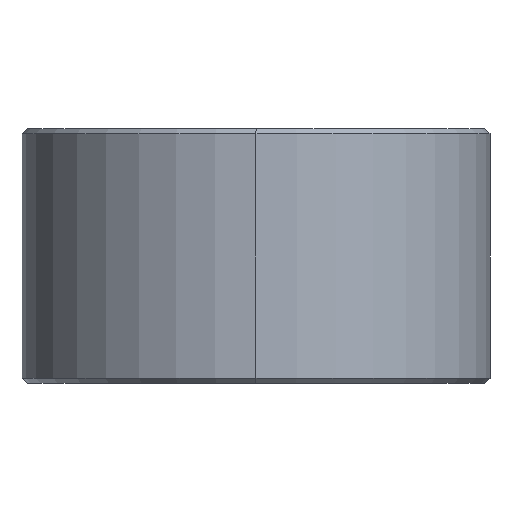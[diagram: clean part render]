
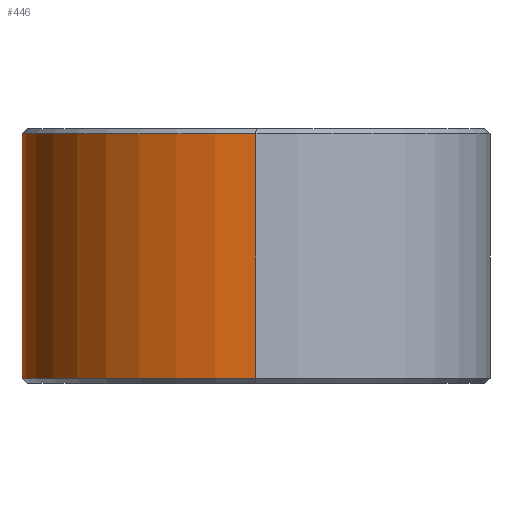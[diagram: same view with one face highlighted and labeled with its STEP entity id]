
A CAD part, left-side view. The second image highlights one B-rep face of the part: STEP entity #446.
In plain terms, the highlighted cylindrical face has radius 23 mm (diameter 46 mm), a partial arc.
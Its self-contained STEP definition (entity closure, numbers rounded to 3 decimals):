
#199 = CARTESIAN_POINT ( 'NONE',  ( 22.861, 2.532, 17.913 ) ) ;
#294 = CARTESIAN_POINT ( 'NONE',  ( 23., 0., 9.222 ) ) ;
#337 = CARTESIAN_POINT ( 'NONE',  ( 22.874, 2.404, 9.857 ) ) ;
#401 = CARTESIAN_POINT ( 'NONE',  ( 22.503, 4.753, 14.541 ) ) ;
#446 = ADVANCED_FACE ( 'NONE', ( #2857 ), #8355, .T. ) ;
#634 = DIRECTION ( 'NONE',  ( 0., 0., -1. ) ) ;
#1266 = DIRECTION ( 'NONE',  ( 0., 0., -1. ) ) ;
#1313 = DIRECTION ( 'NONE',  ( 0., 0., -1. ) ) ;
#1385 = CARTESIAN_POINT ( 'NONE',  ( 22.781, 3.167, 10.391 ) ) ;
#1524 = CARTESIAN_POINT ( 'NONE',  ( 22.583, 4.362, 15.868 ) ) ;
#1537 = CARTESIAN_POINT ( 'NONE',  ( 0., 0., 25. ) ) ;
#1599 = CARTESIAN_POINT ( 'NONE',  ( 23., 0., 25. ) ) ;
#2282 = ORIENTED_EDGE ( 'NONE', *, *, #11730, .T. ) ;
#2337 = CARTESIAN_POINT ( 'NONE',  ( 22.915, 1.98, 18.201 ) ) ;
#2415 = CARTESIAN_POINT ( 'NONE',  ( 22.521, 4.669, 12.857 ) ) ;
#2488 = CARTESIAN_POINT ( 'NONE',  ( 22.548, 4.54, 12.414 ) ) ;
#2562 = CARTESIAN_POINT ( 'NONE',  ( 22.715, 3.613, 10.818 ) ) ;
#2573 = VERTEX_POINT ( 'NONE', #294 ) ;
#2639 = CARTESIAN_POINT ( 'NONE',  ( 22.993, 0.634, 9.254 ) ) ;
#2857 = FACE_OUTER_BOUND ( 'NONE', #13762, .T. ) ;
#2977 = EDGE_CURVE ( 'NONE', #14306, #5472, #7320, .T. ) ;
#3154 = ORIENTED_EDGE ( 'NONE', *, *, #12377, .T. ) ;
#3328 = DIRECTION ( 'NONE',  ( 1., 0., 0. ) ) ;
#3507 = CARTESIAN_POINT ( 'NONE',  ( 22.495, 4.794, 14.082 ) ) ;
#3584 = CARTESIAN_POINT ( 'NONE',  ( 22.782, 3.168, 17.462 ) ) ;
#3649 = CARTESIAN_POINT ( 'NONE',  ( 22.623, 4.148, 16.277 ) ) ;
#3723 = CARTESIAN_POINT ( 'NONE',  ( 22.948, 1.549, 9.476 ) ) ;
#3725 = LINE ( 'NONE', #1599, #8563 ) ;
#4466 = AXIS2_PLACEMENT_3D ( 'NONE', #7869, #5657, #3328 ) ;
#4606 = CARTESIAN_POINT ( 'NONE',  ( 22.508, 4.73, 14.692 ) ) ;
#4676 = CARTESIAN_POINT ( 'NONE',  ( 22.595, 4.296, 16.006 ) ) ;
#4746 = CARTESIAN_POINT ( 'NONE',  ( 22.504, 4.753, 13.311 ) ) ;
#4773 = DIRECTION ( 'NONE',  ( 1., 0., 0. ) ) ;
#4812 = CARTESIAN_POINT ( 'NONE',  ( 22.548, 4.536, 15.438 ) ) ;
#4880 = CARTESIAN_POINT ( 'NONE',  ( 22.815, 2.924, 17.658 ) ) ;
#4883 = CARTESIAN_POINT ( 'NONE',  ( 23., 0., 18.622 ) ) ;
#5472 = VERTEX_POINT ( 'NONE', #12267 ) ;
#5625 = EDGE_CURVE ( 'NONE', #14306, #9082, #7859, .T. ) ;
#5657 = DIRECTION ( 'NONE',  ( 0., 0., 1. ) ) ;
#5698 = CARTESIAN_POINT ( 'NONE',  ( 22.637, 4.069, 16.407 ) ) ;
#5773 = CARTESIAN_POINT ( 'NONE',  ( 22.875, 2.396, 17.992 ) ) ;
#5839 = CARTESIAN_POINT ( 'NONE',  ( 22.86, 2.539, 9.936 ) ) ;
#5912 = CARTESIAN_POINT ( 'NONE',  ( 22.684, 3.807, 16.794 ) ) ;
#5978 = CARTESIAN_POINT ( 'NONE',  ( 22.902, 2.125, 9.711 ) ) ;
#5988 = DIRECTION ( 'NONE',  ( -1., 0., 0. ) ) ;
#6449 = AXIS2_PLACEMENT_3D ( 'NONE', #11312, #1266, #4773 ) ;
#6459 = AXIS2_PLACEMENT_3D ( 'NONE', #1537, #8136, #5988 ) ;
#6577 = VECTOR ( 'NONE', #1313, 1000. ) ;
#6775 = VECTOR ( 'NONE', #634, 1000. ) ;
#6875 = CARTESIAN_POINT ( 'NONE',  ( 22.558, 4.486, 12.268 ) ) ;
#6949 = CARTESIAN_POINT ( 'NONE',  ( 22.622, 4.158, 11.569 ) ) ;
#7019 = CARTESIAN_POINT ( 'NONE',  ( 22.814, 2.925, 10.197 ) ) ;
#7093 = CARTESIAN_POINT ( 'NONE',  ( 22.594, 4.305, 11.839 ) ) ;
#7320 = LINE ( 'NONE', #9374, #6775 ) ;
#7753 = CIRCLE ( 'NONE', #4466, 23. ) ;
#7859 = CIRCLE ( 'NONE', #6449, 23. ) ;
#7869 = CARTESIAN_POINT ( 'NONE',  ( 0., 0., 0.5 ) ) ;
#7909 = CARTESIAN_POINT ( 'NONE',  ( 22.973, 1.254, 18.496 ) ) ;
#7977 = CARTESIAN_POINT ( 'NONE',  ( 22.496, 4.786, 13.619 ) ) ;
#8050 = CARTESIAN_POINT ( 'NONE',  ( 22.529, 4.629, 15.143 ) ) ;
#8126 = CARTESIAN_POINT ( 'NONE',  ( 22.508, 4.73, 13.16 ) ) ;
#8136 = DIRECTION ( 'NONE',  ( 0., 0., -1. ) ) ;
#8191 = CARTESIAN_POINT ( 'NONE',  ( 22.966, 1.25, 9.386 ) ) ;
#8355 = CYLINDRICAL_SURFACE ( 'NONE', #6459, 23. ) ;
#8563 = VECTOR ( 'NONE', #10330, 1000. ) ;
#8618 = VERTEX_POINT ( 'NONE', #4883 ) ;
#8899 = CARTESIAN_POINT ( 'NONE',  ( 23., 0., 24.5 ) ) ;
#9082 = VERTEX_POINT ( 'NONE', #8899 ) ;
#9084 = CARTESIAN_POINT ( 'NONE',  ( 23., 0.625, 18.622 ) ) ;
#9156 = CARTESIAN_POINT ( 'NONE',  ( 22.974, 1.096, 9.347 ) ) ;
#9231 = CARTESIAN_POINT ( 'NONE',  ( 22.717, 3.607, 17.033 ) ) ;
#9295 = CARTESIAN_POINT ( 'NONE',  ( 22.529, 4.631, 12.709 ) ) ;
#9374 = CARTESIAN_POINT ( 'NONE',  ( -23., 0., 25. ) ) ;
#9733 = VERTEX_POINT ( 'NONE', #10972 ) ;
#9822 = LINE ( 'NONE', #14282, #6577 ) ;
#10084 = ORIENTED_EDGE ( 'NONE', *, *, #5625, .T. ) ;
#10180 = CARTESIAN_POINT ( 'NONE',  ( 22.521, 4.667, 14.994 ) ) ;
#10328 = CARTESIAN_POINT ( 'NONE',  ( 22.495, 4.794, 13.774 ) ) ;
#10330 = DIRECTION ( 'NONE',  ( 0., 0., -1. ) ) ;
#10397 = CARTESIAN_POINT ( 'NONE',  ( 22.559, 4.482, 15.585 ) ) ;
#10466 = CARTESIAN_POINT ( 'NONE',  ( 23., 0., 9.222 ) ) ;
#10972 = CARTESIAN_POINT ( 'NONE',  ( 23., 0., 0.5 ) ) ;
#10996 = ORIENTED_EDGE ( 'NONE', *, *, #11474, .T. ) ;
#11276 = CARTESIAN_POINT ( 'NONE',  ( 23., 0., 18.622 ) ) ;
#11312 = CARTESIAN_POINT ( 'NONE',  ( 0., 0., 24.5 ) ) ;
#11356 = CARTESIAN_POINT ( 'NONE',  ( 22.765, 3.282, 10.492 ) ) ;
#11427 = CARTESIAN_POINT ( 'NONE',  ( 22.682, 3.814, 11.06 ) ) ;
#11474 = EDGE_CURVE ( 'NONE', #2573, #9733, #9822, .T. ) ;
#11496 = CARTESIAN_POINT ( 'NONE',  ( 22.915, 1.985, 9.646 ) ) ;
#11570 = CARTESIAN_POINT ( 'NONE',  ( 23., 0.315, 9.222 ) ) ;
#11730 = EDGE_CURVE ( 'NONE', #9733, #5472, #7753, .T. ) ;
#12267 = CARTESIAN_POINT ( 'NONE',  ( -23., 0., 0.5 ) ) ;
#12314 = B_SPLINE_CURVE_WITH_KNOTS ( 'NONE', 3,
 ( #11276, #9084, #7909, #2337, #12519, #5773, #199, #4880, #3584, #9231, #5912, #5698, #3649, #4676, #1524, #10397, #4812, #8050, #10180, #4606, #401, #13552, #3507, #10328, #7977, #12446, #4746, #8126, #12591, #2415, #9295, #2488, #6875, #7093, #6949, #11427, #2562, #11356, #1385, #7019, #12663, #5839, #337, #5978, #11496, #13764, #3723, #8191, #9156, #2639, #11570, #10466 ),
 .UNSPECIFIED., .F., .F.,
 ( 4, 2, 2, 2, 2, 2, 2, 2, 2, 2, 2, 2, 2, 2, 2, 2, 2, 2, 2, 2, 2, 2, 2, 2, 2, 4 ),
 ( 0., 0.062, 0.078, 0.094, 0.125, 0.156, 0.172, 0.187, 0.203, 0.219, 0.234, 0.25, 0.265, 0.273, 0.281, 0.297, 0.312, 0.344, 0.375, 0.39, 0.406, 0.422, 0.437, 0.453, 0.468, 0.5 ),
 .UNSPECIFIED. ) ;
#12315 = ORIENTED_EDGE ( 'NONE', *, *, #2977, .F. ) ;
#12377 = EDGE_CURVE ( 'NONE', #8618, #2573, #12314, .T. ) ;
#12446 = CARTESIAN_POINT ( 'NONE',  ( 22.502, 4.762, 13.386 ) ) ;
#12519 = CARTESIAN_POINT ( 'NONE',  ( 22.902, 2.12, 18.136 ) ) ;
#12591 = CARTESIAN_POINT ( 'NONE',  ( 22.511, 4.716, 13.084 ) ) ;
#12663 = CARTESIAN_POINT ( 'NONE',  ( 22.829, 2.8, 10.107 ) ) ;
#12855 = CARTESIAN_POINT ( 'NONE',  ( -23., 0., 24.5 ) ) ;
#13282 = EDGE_CURVE ( 'NONE', #9082, #8618, #3725, .T. ) ;
#13552 = CARTESIAN_POINT ( 'NONE',  ( 22.497, 4.785, 14.237 ) ) ;
#13762 = EDGE_LOOP ( 'NONE', ( #10084, #13861, #3154, #10996, #2282, #12315 ) ) ;
#13764 = CARTESIAN_POINT ( 'NONE',  ( 22.938, 1.696, 9.528 ) ) ;
#13861 = ORIENTED_EDGE ( 'NONE', *, *, #13282, .T. ) ;
#14282 = CARTESIAN_POINT ( 'NONE',  ( 23., 0., 25. ) ) ;
#14306 = VERTEX_POINT ( 'NONE', #12855 ) ;
